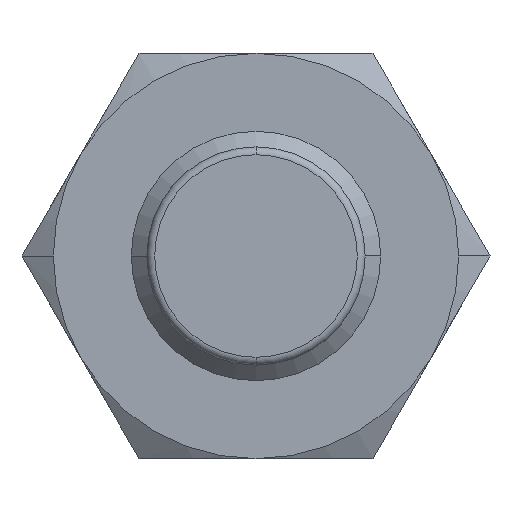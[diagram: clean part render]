
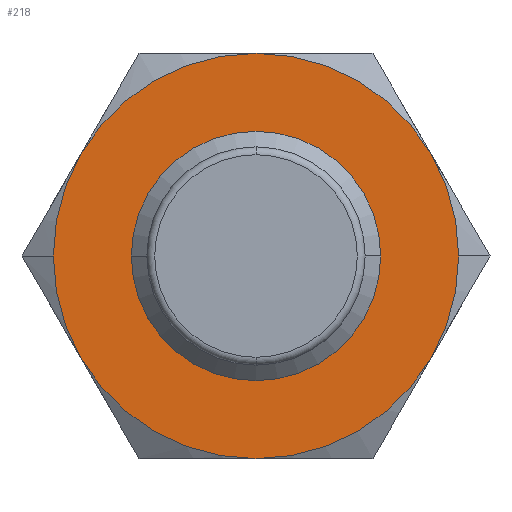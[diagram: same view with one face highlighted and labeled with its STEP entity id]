
A CAD part, front view. The second image highlights one B-rep face of the part: STEP entity #218.
In plain terms, the highlighted planar face has unit normal (0, -1, 0).
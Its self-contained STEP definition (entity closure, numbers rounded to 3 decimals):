
#218=ADVANCED_FACE('',(#351,#352),#353,.T.);
#351=FACE_OUTER_BOUND('',#523,.T.);
#352=FACE_BOUND('',#524,.T.);
#353=PLANE('',#525);
#523=EDGE_LOOP('',(#923,#924,#925,#926,#927,#928,#929,#930));
#524=EDGE_LOOP('',(#931,#932));
#525=AXIS2_PLACEMENT_3D('',#933,#934,#935);
#923=ORIENTED_EDGE('',*,*,#1295,.F.);
#924=ORIENTED_EDGE('',*,*,#1281,.F.);
#925=ORIENTED_EDGE('',*,*,#1284,.F.);
#926=ORIENTED_EDGE('',*,*,#1286,.F.);
#927=ORIENTED_EDGE('',*,*,#1279,.F.);
#928=ORIENTED_EDGE('',*,*,#1290,.F.);
#929=ORIENTED_EDGE('',*,*,#1293,.F.);
#930=ORIENTED_EDGE('',*,*,#1275,.F.);
#931=ORIENTED_EDGE('',*,*,#1315,.T.);
#932=ORIENTED_EDGE('',*,*,#1259,.T.);
#933=CARTESIAN_POINT('',(5.25,-8.0,0.0));
#934=DIRECTION('',(0.0,-1.0,0.0));
#935=DIRECTION('',(-1.0,0.0,0.0));
#1259=EDGE_CURVE('',#1467,#1464,#1468,.T.);
#1275=EDGE_CURVE('',#1494,#1497,#1498,.T.);
#1279=EDGE_CURVE('',#1503,#1501,#1505,.T.);
#1281=EDGE_CURVE('',#1507,#1509,#1510,.T.);
#1284=EDGE_CURVE('',#1513,#1507,#1515,.T.);
#1286=EDGE_CURVE('',#1501,#1513,#1517,.T.);
#1290=EDGE_CURVE('',#1521,#1503,#1523,.T.);
#1293=EDGE_CURVE('',#1497,#1521,#1527,.T.);
#1295=EDGE_CURVE('',#1509,#1494,#1529,.T.);
#1315=EDGE_CURVE('',#1464,#1467,#1557,.T.);
#1464=VERTEX_POINT('',#1760);
#1467=VERTEX_POINT('',#1764);
#1468=CIRCLE('',#1765,4.0);
#1494=VERTEX_POINT('',#1820);
#1497=VERTEX_POINT('',#1824);
#1498=CIRCLE('',#1825,6.5);
#1501=VERTEX_POINT('',#1839);
#1503=VERTEX_POINT('',#1842);
#1505=CIRCLE('',#1855,6.5);
#1507=VERTEX_POINT('',#1857);
#1509=VERTEX_POINT('',#1870);
#1510=CIRCLE('',#1871,6.5);
#1513=VERTEX_POINT('',#1885);
#1515=CIRCLE('',#1898,6.5);
#1517=CIRCLE('',#1911,6.5);
#1521=VERTEX_POINT('',#1937);
#1523=CIRCLE('',#1950,6.5);
#1527=CIRCLE('',#1976,6.5);
#1529=CIRCLE('',#1989,6.5);
#1557=CIRCLE('',#2127,4.0);
#1760=CARTESIAN_POINT('',(4.0,-8.0,0.0));
#1764=CARTESIAN_POINT('',(-4.0,-8.0,0.));
#1765=AXIS2_PLACEMENT_3D('',#2635,#2636,#2637);
#1820=CARTESIAN_POINT('',(6.5,-8.0,0.));
#1824=CARTESIAN_POINT('',(5.629,-8.0,-3.25));
#1825=AXIS2_PLACEMENT_3D('',#2661,#2662,#2663);
#1839=CARTESIAN_POINT('',(-6.5,-8.0,0.));
#1842=CARTESIAN_POINT('',(-5.629,-8.0,-3.25));
#1855=AXIS2_PLACEMENT_3D('',#2665,#2666,#2667);
#1857=CARTESIAN_POINT('',(0.,-8.0,6.5));
#1870=CARTESIAN_POINT('',(5.629,-8.0,3.25));
#1871=AXIS2_PLACEMENT_3D('',#2668,#2669,#2670);
#1885=CARTESIAN_POINT('',(-5.629,-8.0,3.25));
#1898=AXIS2_PLACEMENT_3D('',#2671,#2672,#2673);
#1911=AXIS2_PLACEMENT_3D('',#2674,#2675,#2676);
#1937=CARTESIAN_POINT('',(0.0,-8.0,-6.5));
#1950=AXIS2_PLACEMENT_3D('',#2677,#2678,#2679);
#1976=AXIS2_PLACEMENT_3D('',#2680,#2681,#2682);
#1989=AXIS2_PLACEMENT_3D('',#2683,#2684,#2685);
#2127=AXIS2_PLACEMENT_3D('',#2713,#2714,#2715);
#2635=CARTESIAN_POINT('',(0.0,-8.0,0.0));
#2636=DIRECTION('',(0.0,1.0,0.0));
#2637=DIRECTION('',(1.0,0.0,0.0));
#2661=CARTESIAN_POINT('',(0.0,-8.0,0.0));
#2662=DIRECTION('',(0.0,1.0,0.0));
#2663=DIRECTION('',(1.0,0.0,0.0));
#2665=CARTESIAN_POINT('',(0.0,-8.0,0.0));
#2666=DIRECTION('',(0.0,1.0,0.0));
#2667=DIRECTION('',(1.0,0.0,0.0));
#2668=CARTESIAN_POINT('',(0.0,-8.0,0.0));
#2669=DIRECTION('',(0.0,1.0,0.0));
#2670=DIRECTION('',(1.0,0.0,0.0));
#2671=CARTESIAN_POINT('',(0.0,-8.0,0.0));
#2672=DIRECTION('',(0.0,1.0,0.0));
#2673=DIRECTION('',(1.0,0.0,0.0));
#2674=CARTESIAN_POINT('',(0.0,-8.0,0.0));
#2675=DIRECTION('',(0.0,1.0,0.0));
#2676=DIRECTION('',(1.0,0.0,0.0));
#2677=CARTESIAN_POINT('',(0.0,-8.0,0.0));
#2678=DIRECTION('',(0.0,1.0,0.0));
#2679=DIRECTION('',(1.0,0.0,0.0));
#2680=CARTESIAN_POINT('',(0.0,-8.0,0.0));
#2681=DIRECTION('',(0.0,1.0,0.0));
#2682=DIRECTION('',(1.0,0.0,0.0));
#2683=CARTESIAN_POINT('',(0.0,-8.0,0.0));
#2684=DIRECTION('',(0.0,1.0,0.0));
#2685=DIRECTION('',(1.0,0.0,0.0));
#2713=CARTESIAN_POINT('',(0.0,-8.0,0.0));
#2714=DIRECTION('',(0.0,1.0,0.0));
#2715=DIRECTION('',(1.0,0.0,0.0));
